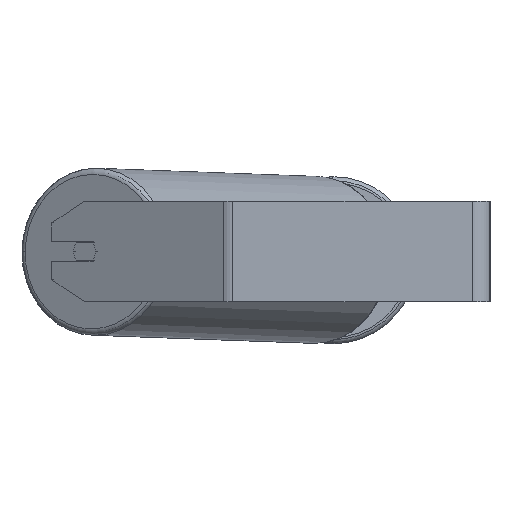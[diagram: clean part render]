
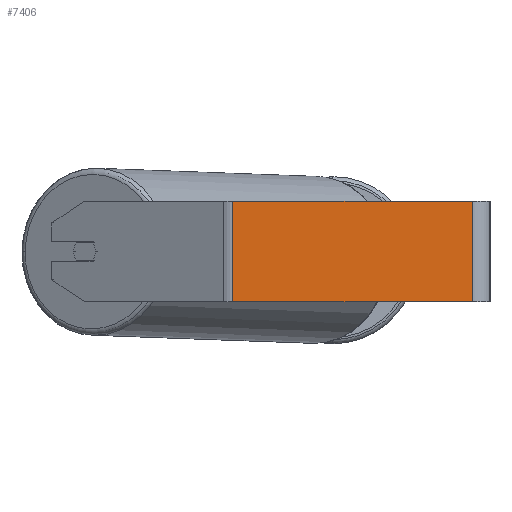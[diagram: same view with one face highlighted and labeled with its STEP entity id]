
A CAD part, left-side view. The second image highlights one B-rep face of the part: STEP entity #7406.
In plain terms, the highlighted planar face has unit normal (-1, 0, 0).
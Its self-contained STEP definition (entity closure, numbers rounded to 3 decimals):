
#486 = CARTESIAN_POINT ( 'NONE',  ( -605., 208.591, -40. ) ) ;
#538 = LINE ( 'NONE', #5369, #7143 ) ;
#778 = EDGE_CURVE ( 'NONE', #3434, #1129, #8534, .T. ) ;
#1129 = VERTEX_POINT ( 'NONE', #2814 ) ;
#1183 = CARTESIAN_POINT ( 'NONE',  ( -605., 204.84, 40. ) ) ;
#1212 = VECTOR ( 'NONE', #2530, 1000. ) ;
#1246 = LINE ( 'NONE', #486, #1212 ) ;
#1278 = DIRECTION ( 'NONE',  ( 0., 0., -1. ) ) ;
#1603 = EDGE_LOOP ( 'NONE', ( #8692, #4394, #8465, #2331 ) ) ;
#1819 = DIRECTION ( 'NONE',  ( 0., 0., -1. ) ) ;
#1841 = CARTESIAN_POINT ( 'NONE',  ( -605., 208.591, 40. ) ) ;
#2331 = ORIENTED_EDGE ( 'NONE', *, *, #778, .T. ) ;
#2414 = FACE_OUTER_BOUND ( 'NONE', #1603, .T. ) ;
#2530 = DIRECTION ( 'NONE',  ( 0., -1., 0. ) ) ;
#2548 = EDGE_CURVE ( 'NONE', #3724, #3953, #6677, .T. ) ;
#2730 = CARTESIAN_POINT ( 'NONE',  ( -605., 14., 40. ) ) ;
#2776 = AXIS2_PLACEMENT_3D ( 'NONE', #1841, #6443, #7809 ) ;
#2814 = CARTESIAN_POINT ( 'NONE',  ( -605., 204.84, -40. ) ) ;
#3064 = CARTESIAN_POINT ( 'NONE',  ( -605., 14., 40. ) ) ;
#3434 = VERTEX_POINT ( 'NONE', #5145 ) ;
#3724 = VERTEX_POINT ( 'NONE', #3064 ) ;
#3755 = PLANE ( 'NONE',  #2776 ) ;
#3840 = VECTOR ( 'NONE', #1819, 1000. ) ;
#3953 = VERTEX_POINT ( 'NONE', #4774 ) ;
#4394 = ORIENTED_EDGE ( 'NONE', *, *, #2548, .F. ) ;
#4774 = CARTESIAN_POINT ( 'NONE',  ( -605., 14., -40. ) ) ;
#5145 = CARTESIAN_POINT ( 'NONE',  ( -605., 204.84, 40. ) ) ;
#5369 = CARTESIAN_POINT ( 'NONE',  ( -605., 208.591, 40. ) ) ;
#5846 = DIRECTION ( 'NONE',  ( 0., -1., 0. ) ) ;
#6413 = EDGE_CURVE ( 'NONE', #3434, #3724, #538, .T. ) ;
#6443 = DIRECTION ( 'NONE',  ( 1., 0., 0. ) ) ;
#6666 = EDGE_CURVE ( 'NONE', #1129, #3953, #1246, .T. ) ;
#6677 = LINE ( 'NONE', #2730, #8126 ) ;
#7143 = VECTOR ( 'NONE', #5846, 1000. ) ;
#7406 = ADVANCED_FACE ( 'NONE', ( #2414 ), #3755, .F. ) ;
#7809 = DIRECTION ( 'NONE',  ( 0., 0., -1. ) ) ;
#8126 = VECTOR ( 'NONE', #1278, 1000. ) ;
#8465 = ORIENTED_EDGE ( 'NONE', *, *, #6413, .F. ) ;
#8534 = LINE ( 'NONE', #1183, #3840 ) ;
#8692 = ORIENTED_EDGE ( 'NONE', *, *, #6666, .T. ) ;
